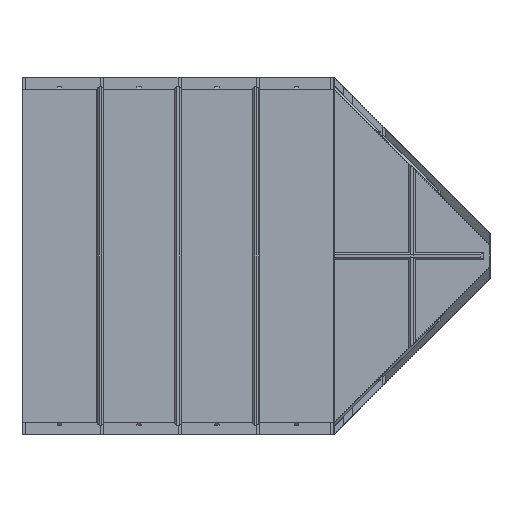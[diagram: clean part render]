
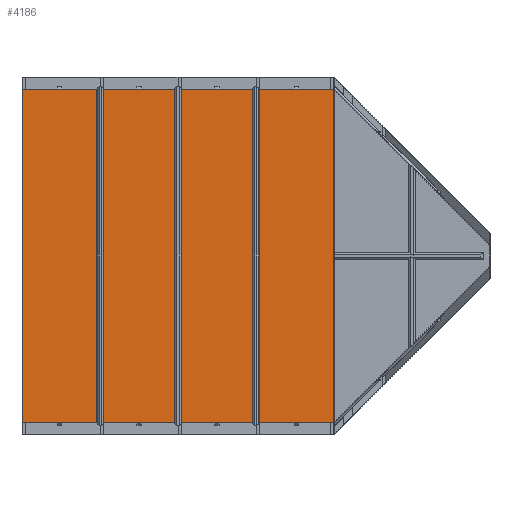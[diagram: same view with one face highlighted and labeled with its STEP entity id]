
A CAD part, front view. The second image highlights one B-rep face of the part: STEP entity #4186.
In plain terms, the highlighted planar face has unit normal (0, -1, 0).
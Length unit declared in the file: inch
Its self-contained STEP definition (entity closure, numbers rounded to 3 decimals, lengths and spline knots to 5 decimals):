
#585 = VERTEX_POINT ( 'NONE', #17594 ) ;
#939 = VECTOR ( 'NONE', #15810, 39.37008 ) ;
#1032 = EDGE_CURVE ( 'NONE', #585, #20119, #4717, .T. ) ;
#2080 = LINE ( 'NONE', #7254, #939 ) ;
#2501 = ORIENTED_EDGE ( 'NONE', *, *, #1032, .F. ) ;
#3642 = CARTESIAN_POINT ( 'NONE',  ( -71.75, -0.25, 77.05 ) ) ;
#4186 = ADVANCED_FACE ( 'NONE', ( #7651 ), #6079, .T. ) ;
#4240 = VECTOR ( 'NONE', #5047, 39.37008 ) ;
#4717 = LINE ( 'NONE', #6841, #13538 ) ;
#4849 = AXIS2_PLACEMENT_3D ( 'NONE', #18460, #13397, #20149 ) ;
#4859 = ORIENTED_EDGE ( 'NONE', *, *, #11508, .F. ) ;
#5047 = DIRECTION ( 'NONE',  ( -1., 0., 0. ) ) ;
#6079 = PLANE ( 'NONE',  #4849 ) ;
#6213 = CARTESIAN_POINT ( 'NONE',  ( 71.75, -0.25, -77.05 ) ) ;
#6219 = VERTEX_POINT ( 'NONE', #6213 ) ;
#6473 = EDGE_LOOP ( 'NONE', ( #10785, #4859, #2501, #18822 ) ) ;
#6643 = CARTESIAN_POINT ( 'NONE',  ( 0., -0.25, 77.05 ) ) ;
#6841 = CARTESIAN_POINT ( 'NONE',  ( -71.75, -0.25, 0. ) ) ;
#7254 = CARTESIAN_POINT ( 'NONE',  ( 71.75, -0.25, 0. ) ) ;
#7651 = FACE_OUTER_BOUND ( 'NONE', #6473, .T. ) ;
#7809 = VECTOR ( 'NONE', #11949, 39.37008 ) ;
#8751 = EDGE_CURVE ( 'NONE', #21831, #6219, #2080, .T. ) ;
#10785 = ORIENTED_EDGE ( 'NONE', *, *, #8751, .F. ) ;
#11508 = EDGE_CURVE ( 'NONE', #20119, #21831, #22054, .T. ) ;
#11555 = CARTESIAN_POINT ( 'NONE',  ( 71.75, -0.25, 77.05 ) ) ;
#11949 = DIRECTION ( 'NONE',  ( 1., 0., 0. ) ) ;
#13397 = DIRECTION ( 'NONE',  ( 0., -1., 0. ) ) ;
#13538 = VECTOR ( 'NONE', #18571, 39.37008 ) ;
#15080 = CARTESIAN_POINT ( 'NONE',  ( 0., -0.25, -77.05 ) ) ;
#15810 = DIRECTION ( 'NONE',  ( 0., 0., -1. ) ) ;
#16548 = EDGE_CURVE ( 'NONE', #6219, #585, #17103, .T. ) ;
#17103 = LINE ( 'NONE', #15080, #4240 ) ;
#17594 = CARTESIAN_POINT ( 'NONE',  ( -71.75, -0.25, -77.05 ) ) ;
#18460 = CARTESIAN_POINT ( 'NONE',  ( 0., -0.25, 0. ) ) ;
#18571 = DIRECTION ( 'NONE',  ( 0., 0., 1. ) ) ;
#18822 = ORIENTED_EDGE ( 'NONE', *, *, #16548, .F. ) ;
#20119 = VERTEX_POINT ( 'NONE', #3642 ) ;
#20149 = DIRECTION ( 'NONE',  ( 0., 0., -1. ) ) ;
#21831 = VERTEX_POINT ( 'NONE', #11555 ) ;
#22054 = LINE ( 'NONE', #6643, #7809 ) ;
